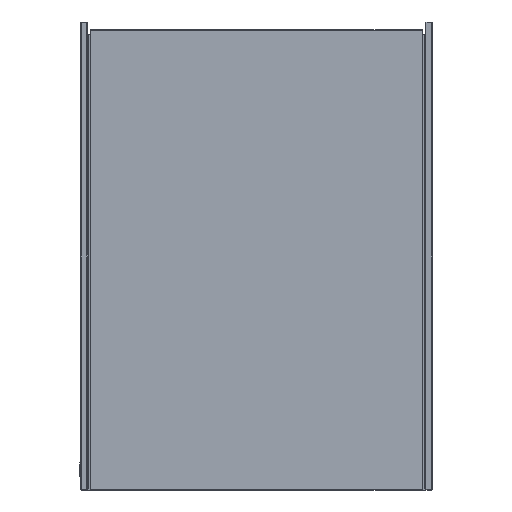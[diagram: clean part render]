
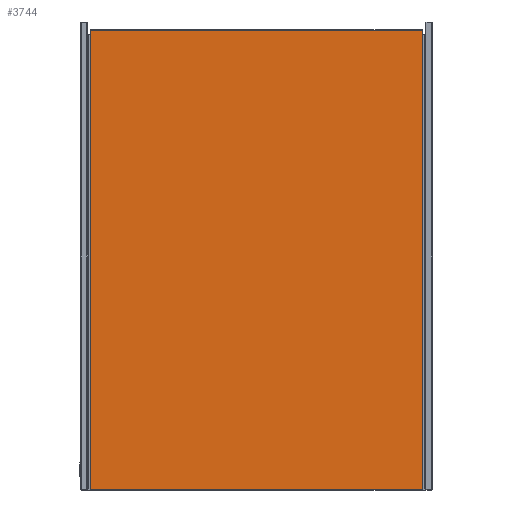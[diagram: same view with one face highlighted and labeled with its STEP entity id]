
A CAD part, front view. The second image highlights one B-rep face of the part: STEP entity #3744.
In plain terms, the highlighted planar face has unit normal (0, -1, 0).
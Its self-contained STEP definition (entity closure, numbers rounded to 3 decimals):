
#3383=CARTESIAN_POINT('',(-2217.839,7012.77,1.131));
#3384=VERTEX_POINT('',#3383);
#3385=CARTESIAN_POINT('',(-2217.839,7012.77,535.869));
#3386=VERTEX_POINT('',#3385);
#3387=CARTESIAN_POINT('',(-2217.839,7012.77,1.131));
#3388=DIRECTION('',(0.0,0.0,1.0));
#3389=VECTOR('',#3388,534.737);
#3390=LINE('',#3387,#3389);
#3391=EDGE_CURVE('',#3384,#3386,#3390,.T.);
#3423=CARTESIAN_POINT('',(-2217.508,7012.77,536.2));
#3424=VERTEX_POINT('',#3423);
#3425=CARTESIAN_POINT('',(-1831.771,7012.77,536.2));
#3426=VERTEX_POINT('',#3425);
#3427=CARTESIAN_POINT('',(-2217.508,7012.77,536.2));
#3428=DIRECTION('',(1.0,0.0,0.0));
#3429=VECTOR('',#3428,385.737);
#3430=LINE('',#3427,#3429);
#3431=EDGE_CURVE('',#3424,#3426,#3430,.T.);
#3472=CARTESIAN_POINT('',(-1831.439,7012.77,535.869));
#3473=VERTEX_POINT('',#3472);
#3474=CARTESIAN_POINT('',(-1831.771,7012.77,536.2));
#3475=DIRECTION('',(0.707,0.0,-0.707));
#3476=VECTOR('',#3475,0.469);
#3477=LINE('',#3474,#3476);
#3478=EDGE_CURVE('',#3426,#3473,#3477,.T.);
#3503=CARTESIAN_POINT('',(-1831.439,7012.77,1.131));
#3504=VERTEX_POINT('',#3503);
#3505=CARTESIAN_POINT('',(-1831.439,7012.77,535.869));
#3506=DIRECTION('',(0.0,0.0,-1.0));
#3507=VECTOR('',#3506,534.737);
#3508=LINE('',#3505,#3507);
#3509=EDGE_CURVE('',#3473,#3504,#3508,.T.);
#3525=CARTESIAN_POINT('',(-2217.839,7012.77,535.869));
#3526=DIRECTION('',(0.707,0.0,0.707));
#3527=VECTOR('',#3526,0.469);
#3528=LINE('',#3525,#3527);
#3529=EDGE_CURVE('',#3386,#3424,#3528,.T.);
#3556=CARTESIAN_POINT('',(-1831.771,7012.77,0.8));
#3557=VERTEX_POINT('',#3556);
#3558=CARTESIAN_POINT('',(-1831.439,7012.77,1.131));
#3559=DIRECTION('',(-0.707,0.0,-0.707));
#3560=VECTOR('',#3559,0.469);
#3561=LINE('',#3558,#3560);
#3562=EDGE_CURVE('',#3504,#3557,#3561,.T.);
#3587=CARTESIAN_POINT('',(-2217.508,7012.77,0.8));
#3588=VERTEX_POINT('',#3587);
#3589=CARTESIAN_POINT('',(-1831.771,7012.77,0.8));
#3590=DIRECTION('',(-1.0,0.0,0.0));
#3591=VECTOR('',#3590,385.737);
#3592=LINE('',#3589,#3591);
#3593=EDGE_CURVE('',#3557,#3588,#3592,.T.);
#3616=CARTESIAN_POINT('',(-2217.508,7012.77,0.8));
#3617=DIRECTION('',(-0.707,0.0,0.707));
#3618=VECTOR('',#3617,0.469);
#3619=LINE('',#3616,#3618);
#3620=EDGE_CURVE('',#3588,#3384,#3619,.T.);
#3729=CARTESIAN_POINT('',(-2024.639,7012.77,0.799));
#3730=DIRECTION('',(0.0,-1.0,0.0));
#3731=DIRECTION('',(0.0,0.0,-1.0));
#3732=AXIS2_PLACEMENT_3D('',#3729,#3730,#3731);
#3733=PLANE('',#3732);
#3734=ORIENTED_EDGE('',*,*,#3431,.F.);
#3735=ORIENTED_EDGE('',*,*,#3529,.F.);
#3736=ORIENTED_EDGE('',*,*,#3391,.F.);
#3737=ORIENTED_EDGE('',*,*,#3620,.F.);
#3738=ORIENTED_EDGE('',*,*,#3593,.F.);
#3739=ORIENTED_EDGE('',*,*,#3562,.F.);
#3740=ORIENTED_EDGE('',*,*,#3509,.F.);
#3741=ORIENTED_EDGE('',*,*,#3478,.F.);
#3742=EDGE_LOOP('',(#3734,#3735,#3736,#3737,#3738,#3739,#3740,#3741));
#3743=FACE_OUTER_BOUND('',#3742,.T.);
#3744=ADVANCED_FACE('',(#3743),#3733,.T.);
